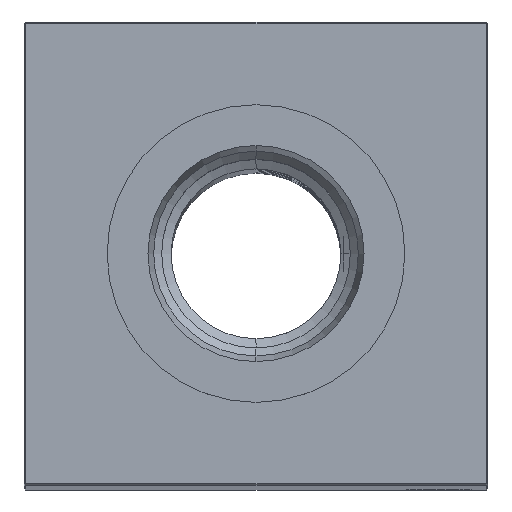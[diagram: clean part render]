
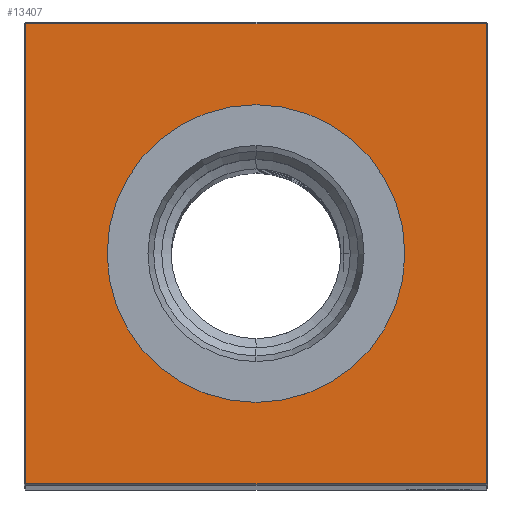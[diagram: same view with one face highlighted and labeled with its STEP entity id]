
A CAD part, top view. The second image highlights one B-rep face of the part: STEP entity #13407.
In plain terms, the highlighted planar face has unit normal (0, 0, 1).
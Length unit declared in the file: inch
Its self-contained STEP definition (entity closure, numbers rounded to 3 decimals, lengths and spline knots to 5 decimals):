
#1106 = EDGE_CURVE ( 'NONE', #13653, #18593, #25240, .T. ) ;
#1488 = EDGE_LOOP ( 'NONE', ( #20476, #11888, #3012, #23206 ) ) ;
#1810 = AXIS2_PLACEMENT_3D ( 'NONE', #12956, #21157, #23169 ) ;
#1886 = DIRECTION ( 'NONE',  ( -1., 0., 0. ) ) ;
#2031 = EDGE_CURVE ( 'NONE', #20578, #14523, #10601, .T. ) ;
#2256 = EDGE_CURVE ( 'NONE', #8868, #2711, #15243, .T. ) ;
#2475 = DIRECTION ( 'NONE',  ( 0., 1., 0. ) ) ;
#2642 = DIRECTION ( 'NONE',  ( 0., 0., -1. ) ) ;
#2711 = VERTEX_POINT ( 'NONE', #7972 ) ;
#3012 = ORIENTED_EDGE ( 'NONE', *, *, #21486, .T. ) ;
#3798 = CARTESIAN_POINT ( 'NONE',  ( 1.49, -1.49, 18.25 ) ) ;
#5507 = EDGE_CURVE ( 'NONE', #18593, #20578, #13689, .T. ) ;
#5640 = DIRECTION ( 'NONE',  ( 0., -1., 0. ) ) ;
#5817 = AXIS2_PLACEMENT_3D ( 'NONE', #20247, #2642, #20515 ) ;
#6905 = CARTESIAN_POINT ( 'NONE',  ( 1.49, 0., 18.25 ) ) ;
#7188 = FACE_OUTER_BOUND ( 'NONE', #1488, .T. ) ;
#7972 = CARTESIAN_POINT ( 'NONE',  ( 0., 0.96457, 18.25 ) ) ;
#8868 = VERTEX_POINT ( 'NONE', #24403 ) ;
#9553 = ORIENTED_EDGE ( 'NONE', *, *, #2256, .T. ) ;
#10601 = LINE ( 'NONE', #16638, #14813 ) ;
#10952 = PLANE ( 'NONE',  #1810 ) ;
#11582 = CARTESIAN_POINT ( 'NONE',  ( -1.49, 1.49, 18.25 ) ) ;
#11888 = ORIENTED_EDGE ( 'NONE', *, *, #2031, .T. ) ;
#11951 = CARTESIAN_POINT ( 'NONE',  ( 0., 0., 18.25 ) ) ;
#12956 = CARTESIAN_POINT ( 'NONE',  ( 0., 0., 18.25 ) ) ;
#13023 = CARTESIAN_POINT ( 'NONE',  ( 0., 1.49, 18.25 ) ) ;
#13407 = ADVANCED_FACE ( 'NONE', ( #7188, #23037 ), #10952, .F. ) ;
#13653 = VERTEX_POINT ( 'NONE', #20984 ) ;
#13689 = LINE ( 'NONE', #21892, #21072 ) ;
#14523 = VERTEX_POINT ( 'NONE', #3798 ) ;
#14813 = VECTOR ( 'NONE', #25097, 39.37008 ) ;
#14953 = CARTESIAN_POINT ( 'NONE',  ( -1.49, -1.49, 18.25 ) ) ;
#15243 = CIRCLE ( 'NONE', #5817, 0.96457 ) ;
#16569 = EDGE_CURVE ( 'NONE', #2711, #8868, #20281, .T. ) ;
#16638 = CARTESIAN_POINT ( 'NONE',  ( 0., -1.49, 18.25 ) ) ;
#16919 = VECTOR ( 'NONE', #25634, 39.37008 ) ;
#17491 = VECTOR ( 'NONE', #2475, 39.37008 ) ;
#17894 = ORIENTED_EDGE ( 'NONE', *, *, #16569, .T. ) ;
#18264 = DIRECTION ( 'NONE',  ( 0., 0., -1. ) ) ;
#18593 = VERTEX_POINT ( 'NONE', #11582 ) ;
#20247 = CARTESIAN_POINT ( 'NONE',  ( 0., 0., 18.25 ) ) ;
#20281 = CIRCLE ( 'NONE', #25844, 0.96457 ) ;
#20476 = ORIENTED_EDGE ( 'NONE', *, *, #5507, .T. ) ;
#20515 = DIRECTION ( 'NONE',  ( -1., 0., 0. ) ) ;
#20578 = VERTEX_POINT ( 'NONE', #14953 ) ;
#20884 = EDGE_LOOP ( 'NONE', ( #17894, #9553 ) ) ;
#20984 = CARTESIAN_POINT ( 'NONE',  ( 1.49, 1.49, 18.25 ) ) ;
#21072 = VECTOR ( 'NONE', #5640, 39.37008 ) ;
#21157 = DIRECTION ( 'NONE',  ( 0., 0., -1. ) ) ;
#21486 = EDGE_CURVE ( 'NONE', #14523, #13653, #23015, .T. ) ;
#21892 = CARTESIAN_POINT ( 'NONE',  ( -1.49, 0., 18.25 ) ) ;
#23015 = LINE ( 'NONE', #6905, #17491 ) ;
#23037 = FACE_BOUND ( 'NONE', #20884, .T. ) ;
#23169 = DIRECTION ( 'NONE',  ( -1., 0., 0. ) ) ;
#23206 = ORIENTED_EDGE ( 'NONE', *, *, #1106, .T. ) ;
#24403 = CARTESIAN_POINT ( 'NONE',  ( 0., -0.96457, 18.25 ) ) ;
#25097 = DIRECTION ( 'NONE',  ( 1., 0., 0. ) ) ;
#25240 = LINE ( 'NONE', #13023, #16919 ) ;
#25634 = DIRECTION ( 'NONE',  ( -1., 0., 0. ) ) ;
#25844 = AXIS2_PLACEMENT_3D ( 'NONE', #11951, #18264, #1886 ) ;
